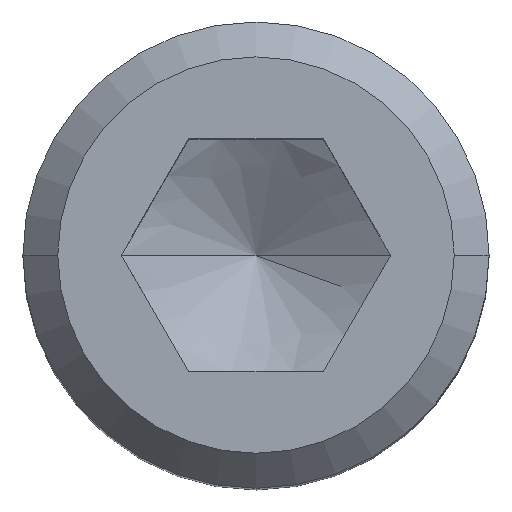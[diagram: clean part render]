
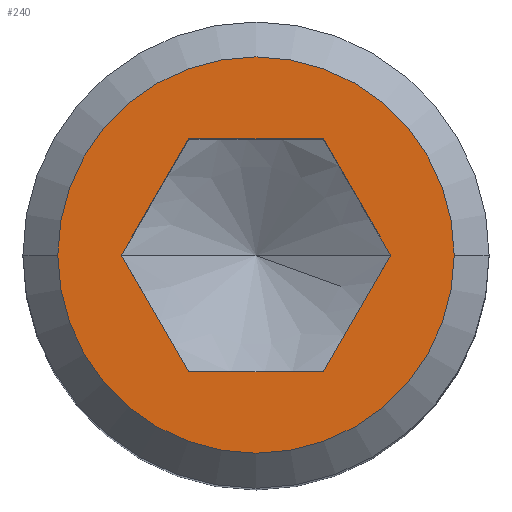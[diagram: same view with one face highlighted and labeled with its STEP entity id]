
A CAD part, top view. The second image highlights one B-rep face of the part: STEP entity #240.
In plain terms, the highlighted planar face has unit normal (0, 0, 1).
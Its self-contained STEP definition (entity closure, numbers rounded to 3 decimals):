
#124=EDGE_CURVE('',#252,#238,#310,.T.);
#134=VERTEX_POINT('',#322);
#140=EDGE_CURVE('',#258,#174,#328,.T.);
#156=EDGE_CURVE('',#174,#218,#345,.T.);
#160=VERTEX_POINT('',#349);
#174=VERTEX_POINT('',#364);
#186=VERTEX_POINT('',#377);
#204=EDGE_CURVE('',#160,#134,#397,.T.);
#208=EDGE_CURVE('',#218,#252,#401,.T.);
#210=EDGE_CURVE('',#134,#160,#403,.T.);
#218=VERTEX_POINT('',#413);
#238=VERTEX_POINT('',#436);
#240=ADVANCED_FACE('',(#438,#439),#440,.T.);
#242=EDGE_CURVE('',#186,#258,#442,.T.);
#252=VERTEX_POINT('',#453);
#258=VERTEX_POINT('',#460);
#268=EDGE_CURVE('',#238,#186,#472,.T.);
#310=LINE('',#519,#520);
#322=CARTESIAN_POINT('',(-3.4,0.,25.));
#328=LINE('',#544,#545);
#345=LINE('',#585,#586);
#349=CARTESIAN_POINT('',(3.4,0.,25.));
#364=CARTESIAN_POINT('',(-1.155,2.0,25.0));
#377=CARTESIAN_POINT('',(-1.155,-2.0,25.0));
#397=CIRCLE('',#663,3.4);
#401=LINE('',#668,#669);
#403=CIRCLE('',#672,3.4);
#413=CARTESIAN_POINT('',(1.155,2.0,25.0));
#436=CARTESIAN_POINT('',(1.155,-2.0,25.0));
#438=FACE_BOUND('',#731,.T.);
#439=FACE_OUTER_BOUND('',#732,.T.);
#440=PLANE('',#733);
#442=LINE('',#736,#737);
#453=CARTESIAN_POINT('',(2.309,0.0,25.0));
#460=CARTESIAN_POINT('',(-2.309,0.0,25.0));
#472=LINE('',#774,#775);
#519=CARTESIAN_POINT('',(1.443,-1.5,25.0));
#520=VECTOR('',#811,1.0);
#544=CARTESIAN_POINT('',(-1.443,1.5,25.0));
#545=VECTOR('',#839,1.0);
#585=CARTESIAN_POINT('',(0.577,2.0,25.0));
#586=VECTOR('',#849,1.0);
#663=AXIS2_PLACEMENT_3D('',#899,#900,#901);
#668=CARTESIAN_POINT('',(2.021,0.5,25.0));
#669=VECTOR('',#902,1.0);
#672=AXIS2_PLACEMENT_3D('',#903,#904,#905);
#731=EDGE_LOOP('',(#950,#951,#952,#953,#954,#955));
#732=EDGE_LOOP('',(#956,#957));
#733=AXIS2_PLACEMENT_3D('',#958,#959,#960);
#736=CARTESIAN_POINT('',(-2.021,-0.5,25.0));
#737=VECTOR('',#961,1.0);
#774=CARTESIAN_POINT('',(-0.577,-2.0,25.0));
#775=VECTOR('',#1000,1.0);
#811=DIRECTION('',(-0.5,-0.866,0.0));
#839=DIRECTION('',(0.5,0.866,0.0));
#849=DIRECTION('',(1.0,0.0,0.0));
#899=CARTESIAN_POINT('',(0.,0.,25.));
#900=DIRECTION('',(0.,0.,1.0));
#901=DIRECTION('',(-1.0,0.,0.));
#902=DIRECTION('',(0.5,-0.866,0.0));
#903=CARTESIAN_POINT('',(0.,0.,25.));
#904=DIRECTION('',(0.,0.,1.0));
#905=DIRECTION('',(-1.0,0.,0.));
#950=ORIENTED_EDGE('',*,*,#242,.T.);
#951=ORIENTED_EDGE('',*,*,#140,.T.);
#952=ORIENTED_EDGE('',*,*,#156,.T.);
#953=ORIENTED_EDGE('',*,*,#208,.T.);
#954=ORIENTED_EDGE('',*,*,#124,.T.);
#955=ORIENTED_EDGE('',*,*,#268,.T.);
#956=ORIENTED_EDGE('',*,*,#210,.T.);
#957=ORIENTED_EDGE('',*,*,#204,.T.);
#958=CARTESIAN_POINT('',(-1.7,0.,25.));
#959=DIRECTION('',(0.,0.,1.0));
#960=DIRECTION('',(-1.0,0.,0.0));
#961=DIRECTION('',(-0.5,0.866,0.0));
#1000=DIRECTION('',(-1.0,0.0,0.0));
